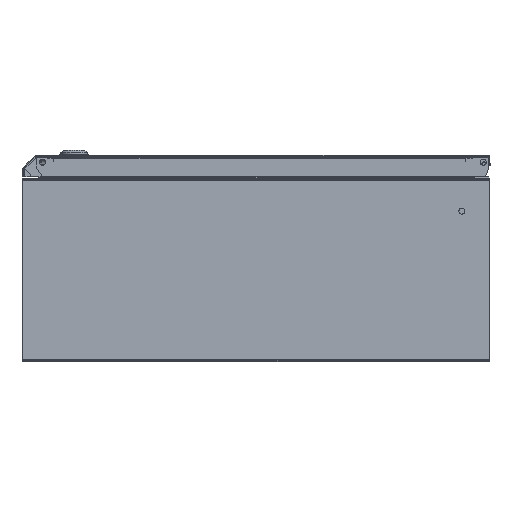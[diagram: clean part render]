
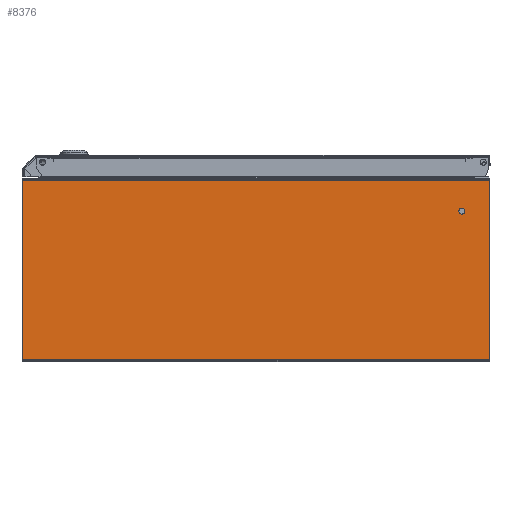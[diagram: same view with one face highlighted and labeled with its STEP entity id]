
A CAD part, front view. The second image highlights one B-rep face of the part: STEP entity #8376.
In plain terms, the highlighted face is planar.
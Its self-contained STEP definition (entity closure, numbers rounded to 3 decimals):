
#48 = ORIENTED_EDGE ( 'NONE', *, *, #29448, .F. ) ;
#310 = CARTESIAN_POINT ( 'NONE',  ( -11.753, 0., -81.062 ) ) ;
#1541 = ORIENTED_EDGE ( 'NONE', *, *, #22678, .T. ) ;
#1766 = VERTEX_POINT ( 'NONE', #29976 ) ;
#1842 = LINE ( 'NONE', #12145, #7368 ) ;
#3537 = CARTESIAN_POINT ( 'NONE',  ( -203.453, 0., 418.938 ) ) ;
#3700 = CARTESIAN_POINT ( 'NONE',  ( -203.453, 0., -81.062 ) ) ;
#3755 = DIRECTION ( 'NONE',  ( 0., 0., 1. ) ) ;
#4193 = DIRECTION ( 'NONE',  ( 1., 0., 0. ) ) ;
#4722 = FACE_OUTER_BOUND ( 'NONE', #26003, .T. ) ;
#5015 = VERTEX_POINT ( 'NONE', #24949 ) ;
#5877 = VECTOR ( 'NONE', #4193, 1000. ) ;
#5986 = CIRCLE ( 'NONE', #8122, 3.25 ) ;
#6449 = CARTESIAN_POINT ( 'NONE',  ( -44.753, 0., 388.938 ) ) ;
#6451 = CARTESIAN_POINT ( 'NONE',  ( -203.453, 0., 418.938 ) ) ;
#7368 = VECTOR ( 'NONE', #14995, 1000. ) ;
#8122 = AXIS2_PLACEMENT_3D ( 'NONE', #6449, #31874, #3755 ) ;
#8174 = EDGE_CURVE ( 'NONE', #26954, #19038, #18739, .T. ) ;
#8376 = ADVANCED_FACE ( 'NONE', ( #20067, #4722 ), #32839, .T. ) ;
#10255 = VERTEX_POINT ( 'NONE', #12544 ) ;
#11895 = VECTOR ( 'NONE', #29002, 1000. ) ;
#12145 = CARTESIAN_POINT ( 'NONE',  ( -11.753, 0., 418.938 ) ) ;
#12220 = VERTEX_POINT ( 'NONE', #310 ) ;
#12544 = CARTESIAN_POINT ( 'NONE',  ( -11.753, 0., 418.938 ) ) ;
#12666 = ORIENTED_EDGE ( 'NONE', *, *, #13106, .T. ) ;
#13106 = EDGE_CURVE ( 'NONE', #19038, #10255, #26626, .T. ) ;
#14308 = VECTOR ( 'NONE', #31985, 1000. ) ;
#14995 = DIRECTION ( 'NONE',  ( 0., 0., -1. ) ) ;
#15014 = DIRECTION ( 'NONE',  ( 0., 1., 0. ) ) ;
#15115 = AXIS2_PLACEMENT_3D ( 'NONE', #30296, #15014, #25290 ) ;
#18739 = LINE ( 'NONE', #23805, #11895 ) ;
#19032 = LINE ( 'NONE', #3700, #14308 ) ;
#19038 = VERTEX_POINT ( 'NONE', #6451 ) ;
#19861 = CARTESIAN_POINT ( 'NONE',  ( -44.753, 0., 388.938 ) ) ;
#20067 = FACE_BOUND ( 'NONE', #23997, .T. ) ;
#20421 = ORIENTED_EDGE ( 'NONE', *, *, #21580, .T. ) ;
#21580 = EDGE_CURVE ( 'NONE', #12220, #26954, #19032, .T. ) ;
#22678 = EDGE_CURVE ( 'NONE', #10255, #12220, #1842, .T. ) ;
#22750 = DIRECTION ( 'NONE',  ( 0., 0., 1. ) ) ;
#23083 = DIRECTION ( 'NONE',  ( 0., 1., 0. ) ) ;
#23434 = ORIENTED_EDGE ( 'NONE', *, *, #8174, .T. ) ;
#23805 = CARTESIAN_POINT ( 'NONE',  ( -203.453, 0., -81.062 ) ) ;
#23997 = EDGE_LOOP ( 'NONE', ( #28639, #48 ) ) ;
#24358 = EDGE_CURVE ( 'NONE', #5015, #1766, #33171, .T. ) ;
#24949 = CARTESIAN_POINT ( 'NONE',  ( -44.753, 0., 392.188 ) ) ;
#25290 = DIRECTION ( 'NONE',  ( 0., 0., 1. ) ) ;
#25658 = AXIS2_PLACEMENT_3D ( 'NONE', #19861, #23083, #22750 ) ;
#25798 = CARTESIAN_POINT ( 'NONE',  ( -203.453, 0., -81.062 ) ) ;
#26003 = EDGE_LOOP ( 'NONE', ( #12666, #1541, #20421, #23434 ) ) ;
#26626 = LINE ( 'NONE', #3537, #5877 ) ;
#26954 = VERTEX_POINT ( 'NONE', #25798 ) ;
#28639 = ORIENTED_EDGE ( 'NONE', *, *, #24358, .F. ) ;
#29002 = DIRECTION ( 'NONE',  ( 0., 0., 1. ) ) ;
#29448 = EDGE_CURVE ( 'NONE', #1766, #5015, #5986, .T. ) ;
#29976 = CARTESIAN_POINT ( 'NONE',  ( -44.753, 0., 385.688 ) ) ;
#30296 = CARTESIAN_POINT ( 'NONE',  ( -203.453, 0., 418.938 ) ) ;
#31874 = DIRECTION ( 'NONE',  ( 0., 1., 0. ) ) ;
#31985 = DIRECTION ( 'NONE',  ( -1., 0., 0. ) ) ;
#32839 = PLANE ( 'NONE',  #15115 ) ;
#33171 = CIRCLE ( 'NONE', #25658, 3.25 ) ;
